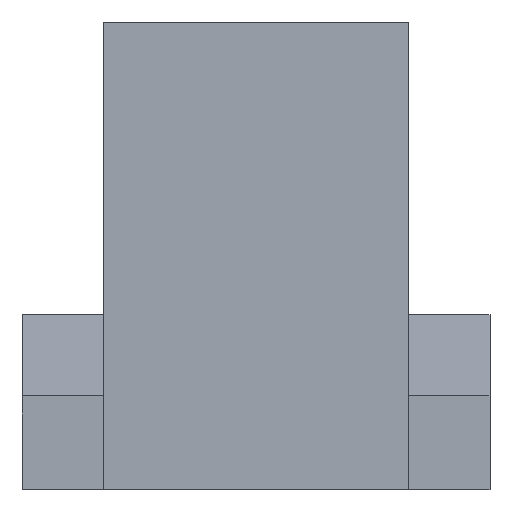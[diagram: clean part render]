
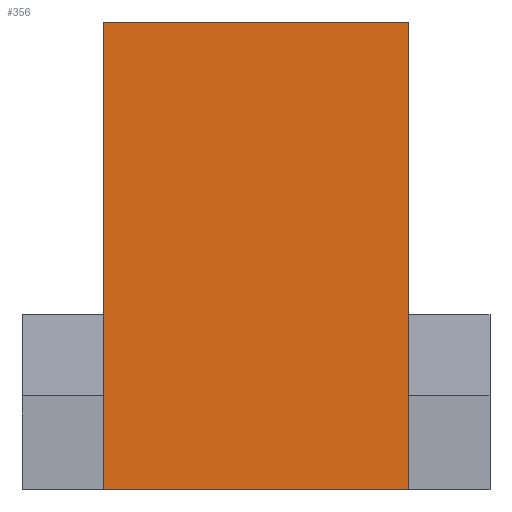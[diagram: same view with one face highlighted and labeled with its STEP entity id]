
A CAD part, top view. The second image highlights one B-rep face of the part: STEP entity #356.
In plain terms, the highlighted planar face has unit normal (0, 0, 1).
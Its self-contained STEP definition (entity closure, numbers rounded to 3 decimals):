
#30=FACE_OUTER_BOUND('',#48,.T.);
#48=EDGE_LOOP('',(#305,#306,#307,#308));
#57=LINE('',#493,#105);
#77=LINE('',#531,#125);
#96=LINE('',#571,#144);
#97=LINE('',#572,#145);
#105=VECTOR('',#401,10.);
#125=VECTOR('',#429,10.);
#144=VECTOR('',#470,10.);
#145=VECTOR('',#471,10.);
#153=VERTEX_POINT('',#490);
#154=VERTEX_POINT('',#492);
#168=VERTEX_POINT('',#529);
#178=VERTEX_POINT('',#570);
#185=EDGE_CURVE('',#154,#153,#57,.T.);
#205=EDGE_CURVE('',#153,#168,#77,.T.);
#224=EDGE_CURVE('',#178,#168,#96,.T.);
#225=EDGE_CURVE('',#154,#178,#97,.T.);
#305=ORIENTED_EDGE('',*,*,#185,.T.);
#306=ORIENTED_EDGE('',*,*,#205,.T.);
#307=ORIENTED_EDGE('',*,*,#224,.F.);
#308=ORIENTED_EDGE('',*,*,#225,.F.);
#338=PLANE('',#388);
#356=ADVANCED_FACE('',(#30),#338,.T.);
#388=AXIS2_PLACEMENT_3D('',#569,#468,#469);
#401=DIRECTION('',(1.,0.,0.));
#429=DIRECTION('',(0.,1.,0.));
#468=DIRECTION('center_axis',(0.,0.,1.));
#469=DIRECTION('ref_axis',(1.,0.,0.));
#470=DIRECTION('',(1.,0.,0.));
#471=DIRECTION('',(0.,1.,0.));
#490=CARTESIAN_POINT('',(3.75,2.5,3.75));
#492=CARTESIAN_POINT('',(-3.75,2.5,3.75));
#493=CARTESIAN_POINT('',(-1.875,2.5,3.75));
#529=CARTESIAN_POINT('',(3.75,13.978,3.75));
#531=CARTESIAN_POINT('',(3.75,0.,3.75));
#569=CARTESIAN_POINT('Origin',(-3.75,0.,3.75));
#570=CARTESIAN_POINT('',(-3.75,13.978,3.75));
#571=CARTESIAN_POINT('',(3.75,13.978,3.75));
#572=CARTESIAN_POINT('',(-3.75,0.,3.75));
